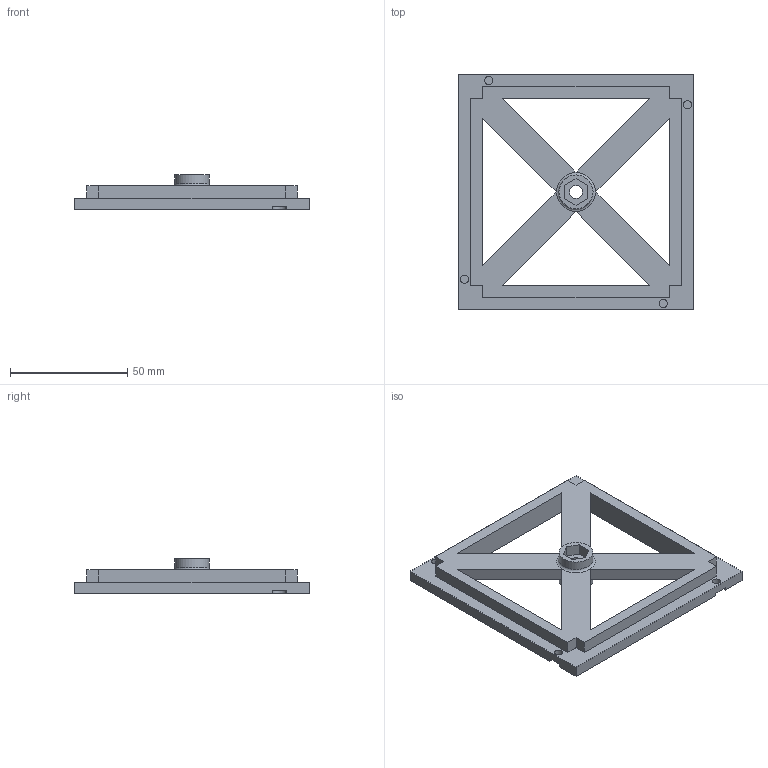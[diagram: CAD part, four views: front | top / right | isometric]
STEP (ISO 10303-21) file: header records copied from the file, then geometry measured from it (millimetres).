
FILE_DESCRIPTION(('FreeCAD Model'),'2;1');
FILE_NAME('Open CASCADE Shape Model','2024-04-29T21:25:36',(''),(''), 'Open CASCADE STEP processor 7.6','FreeCAD','Unknown');
FILE_SCHEMA(('AUTOMOTIVE_DESIGN { 1 0 10303 214 1 1 1 1 }'));
Length unit declared in the file: millimetre
Products named in the file (1): Body
Bounding box: 100 x 100 x 14.8 mm (x, y, z)
Volume: 38265.2 mm3; surface area: 21509.6 mm2
Topology: 1 solids, 1 shells, 77 faces, 221 edges, 144 vertices
Faces by surface type: plane 64, cylinder 11, torus 2
Full cylindrical faces by diameter (mm): 3.5 x4, 5.5 x1, 14.5 x2
Entity records: 2539 total; most frequent: CARTESIAN_POINT 443, ORIENTED_EDGE 442, DIRECTION 403, EDGE_CURVE 221, LINE 195, VECTOR 195, VERTEX_POINT 144, AXIS2_PLACEMENT_3D 104
